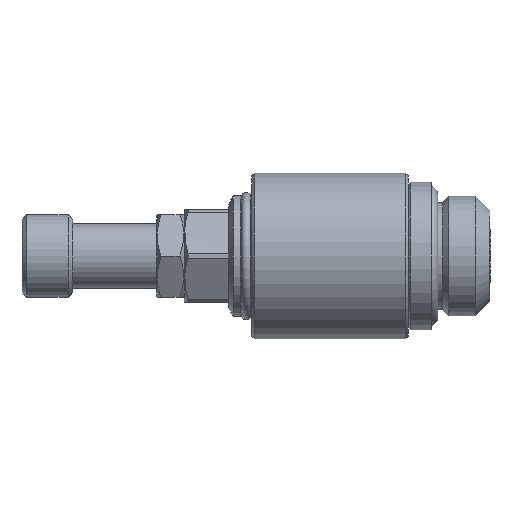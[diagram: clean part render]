
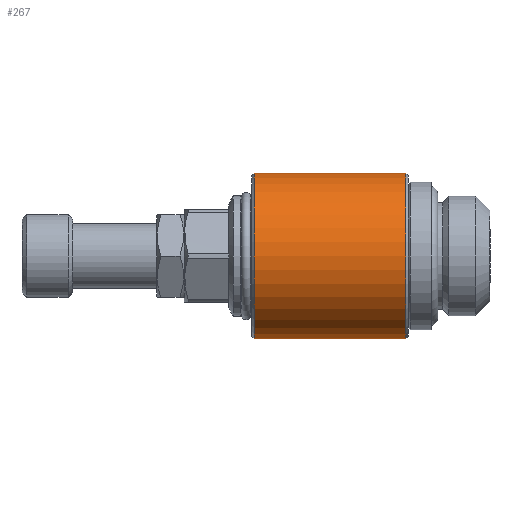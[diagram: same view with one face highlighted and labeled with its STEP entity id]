
A CAD part, left-side view. The second image highlights one B-rep face of the part: STEP entity #267.
In plain terms, the highlighted cylindrical face has radius 9 mm (diameter 18 mm), a full revolution.
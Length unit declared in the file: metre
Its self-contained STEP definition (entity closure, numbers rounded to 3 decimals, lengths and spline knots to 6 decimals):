
#267 = ADVANCED_FACE( 'NONE', ( #684, #685, #686 ), #687, .T. );
#684 = FACE_OUTER_BOUND( '', #1335, .T. );
#685 = FACE_OUTER_BOUND( '', #1336, .T. );
#686 = FACE_BOUND( '', #1337, .T. );
#687 = CYLINDRICAL_SURFACE( '', #1338, 0.009 );
#1335 = EDGE_LOOP( '', ( #3556 ) );
#1336 = EDGE_LOOP( '', ( #3557 ) );
#1337 = EDGE_LOOP( '', ( #3558, #3559 ) );
#1338 = AXIS2_PLACEMENT_3D( '', #3560, #3561, #3562 );
#3556 = ORIENTED_EDGE( '', *, *, #4951, .T. );
#3557 = ORIENTED_EDGE( '', *, *, #4952, .F. );
#3558 = ORIENTED_EDGE( '', *, *, #4953, .T. );
#3559 = ORIENTED_EDGE( '', *, *, #4954, .T. );
#3560 = CARTESIAN_POINT( '', ( 0., 0.007819, 0. ) );
#3561 = DIRECTION( '', ( 0., -1., 0. ) );
#3562 = DIRECTION( '', ( 0., 0., -1. ) );
#4951 = EDGE_CURVE( 'NONE', #5564, #5564, #5565, .T. );
#4952 = EDGE_CURVE( 'NONE', #5566, #5566, #5567, .T. );
#4953 = EDGE_CURVE( 'NONE', #5568, #5569, #5570, .T. );
#4954 = EDGE_CURVE( 'NONE', #5569, #5568, #5571, .T. );
#5564 = VERTEX_POINT( '', #6485 );
#5565 = CIRCLE( '', #6486, 0.009 );
#5566 = VERTEX_POINT( '', #6487 );
#5567 = CIRCLE( '', #6488, 0.009 );
#5568 = VERTEX_POINT( 'NONE', #6489 );
#5569 = VERTEX_POINT( 'NONE', #6490 );
#5570 = B_SPLINE_CURVE_WITH_KNOTS( '', 3, ( #6491, #6492, #6493, #6494, #6495, #6496, #6497, #6498, #6499, #6500, #6501, #6502, #6503, #6504, #6505, #6506, #6507, #6508, #6509, #6510, #6511, #6512, #6513 ), .UNSPECIFIED., .F., .F., ( 4, 1, 1, 1, 1, 1, 1, 1, 1, 1, 1, 1, 1, 1, 1, 1, 1, 1, 1, 1, 4 ), ( 0., 0.01563, 0.03126, 0.062508, 0.124933, 0.187358, 0.249881, 0.312403, 0.374925, 0.437447, 0.499967, 0.562489, 0.625011, 0.687532, 0.750055, 0.812576, 0.875028, 0.937483, 0.968739, 0.984368, 1. ), .UNSPECIFIED. );
#5571 = B_SPLINE_CURVE_WITH_KNOTS( '', 3, ( #6514, #6515, #6516, #6517, #6518, #6519, #6520, #6521, #6522, #6523, #6524, #6525, #6526, #6527, #6528, #6529, #6530, #6531, #6532, #6533, #6534, #6535, #6536 ), .UNSPECIFIED., .F., .F., ( 4, 1, 1, 1, 1, 1, 1, 1, 1, 1, 1, 1, 1, 1, 1, 1, 1, 1, 1, 1, 4 ), ( 0., 0.01563, 0.03126, 0.062508, 0.124933, 0.187358, 0.249879, 0.312402, 0.374924, 0.437445, 0.499967, 0.562488, 0.62501, 0.687531, 0.750053, 0.812576, 0.875028, 0.937482, 0.968739, 0.984367, 1. ), .UNSPECIFIED. );
#6485 = CARTESIAN_POINT( '', ( 0., 0.0259, -0.009 ) );
#6486 = AXIS2_PLACEMENT_3D( '', #9165, #9166, #9167 );
#6487 = CARTESIAN_POINT( '', ( 0., 0.0095, -0.009 ) );
#6488 = AXIS2_PLACEMENT_3D( '', #9168, #9169, #9170 );
#6489 = CARTESIAN_POINT( '', ( 0.007917, 0.015986, 0.004281 ) );
#6490 = CARTESIAN_POINT( '', ( 0.007919, 0.019424, -0.004277 ) );
#6491 = CARTESIAN_POINT( '', ( 0.007917, 0.015986, 0.004281 ) );
#6492 = CARTESIAN_POINT( '', ( 0.007902, 0.016057, 0.004307 ) );
#6493 = CARTESIAN_POINT( '', ( 0.007874, 0.0162, 0.00436 ) );
#6494 = CARTESIAN_POINT( '', ( 0.007824, 0.016492, 0.004448 ) );
#6495 = CARTESIAN_POINT( '', ( 0.007756, 0.017016, 0.004567 ) );
#6496 = CARTESIAN_POINT( '', ( 0.007719, 0.017792, 0.004627 ) );
#6497 = CARTESIAN_POINT( '', ( 0.007784, 0.018718, 0.004519 ) );
#6498 = CARTESIAN_POINT( '', ( 0.007942, 0.019594, 0.004239 ) );
#6499 = CARTESIAN_POINT( '', ( 0.008163, 0.02039, 0.003805 ) );
#6500 = CARTESIAN_POINT( '', ( 0.008409, 0.021084, 0.003232 ) );
#6501 = CARTESIAN_POINT( '', ( 0.008648, 0.021657, 0.002535 ) );
#6502 = CARTESIAN_POINT( '', ( 0.008846, 0.022088, 0.00173 ) );
#6503 = CARTESIAN_POINT( '', ( 0.008976, 0.022353, 0.000843 ) );
#6504 = CARTESIAN_POINT( '', ( 0.009016, 0.022431, -0.000089 ) );
#6505 = CARTESIAN_POINT( '', ( 0.008958, 0.022316, -0.001016 ) );
#6506 = CARTESIAN_POINT( '', ( 0.008813, 0.022018, -0.00189 ) );
#6507 = CARTESIAN_POINT( '', ( 0.008605, 0.021559, -0.002675 ) );
#6508 = CARTESIAN_POINT( '', ( 0.008362, 0.020962, -0.003349 ) );
#6509 = CARTESIAN_POINT( '', ( 0.008159, 0.020367, -0.003806 ) );
#6510 = CARTESIAN_POINT( '', ( 0.008031, 0.019909, -0.004064 ) );
#6511 = CARTESIAN_POINT( '', ( 0.007964, 0.019635, -0.004192 ) );
#6512 = CARTESIAN_POINT( '', ( 0.007934, 0.019494, -0.004249 ) );
#6513 = CARTESIAN_POINT( '', ( 0.007919, 0.019424, -0.004277 ) );
#6514 = CARTESIAN_POINT( '', ( 0.007919, 0.019424, -0.004277 ) );
#6515 = CARTESIAN_POINT( '', ( 0.007904, 0.019353, -0.004304 ) );
#6516 = CARTESIAN_POINT( '', ( 0.007875, 0.01921, -0.004357 ) );
#6517 = CARTESIAN_POINT( '', ( 0.007826, 0.018917, -0.004445 ) );
#6518 = CARTESIAN_POINT( '', ( 0.007757, 0.018393, -0.004565 ) );
#6519 = CARTESIAN_POINT( '', ( 0.007719, 0.017616, -0.004627 ) );
#6520 = CARTESIAN_POINT( '', ( 0.007783, 0.016689, -0.004521 ) );
#6521 = CARTESIAN_POINT( '', ( 0.007941, 0.015811, -0.004242 ) );
#6522 = CARTESIAN_POINT( '', ( 0.008162, 0.015013, -0.003807 ) );
#6523 = CARTESIAN_POINT( '', ( 0.008408, 0.014318, -0.003234 ) );
#6524 = CARTESIAN_POINT( '', ( 0.008647, 0.013744, -0.002536 ) );
#6525 = CARTESIAN_POINT( '', ( 0.008846, 0.013312, -0.00173 ) );
#6526 = CARTESIAN_POINT( '', ( 0.008976, 0.013047, -0.000842 ) );
#6527 = CARTESIAN_POINT( '', ( 0.009016, 0.012969, 0.000092 ) );
#6528 = CARTESIAN_POINT( '', ( 0.008958, 0.013084, 0.00102 ) );
#6529 = CARTESIAN_POINT( '', ( 0.008812, 0.013384, 0.001895 ) );
#6530 = CARTESIAN_POINT( '', ( 0.008603, 0.013845, 0.002681 ) );
#6531 = CARTESIAN_POINT( '', ( 0.00836, 0.014444, 0.003355 ) );
#6532 = CARTESIAN_POINT( '', ( 0.008157, 0.015041, 0.003811 ) );
#6533 = CARTESIAN_POINT( '', ( 0.008028, 0.0155, 0.004069 ) );
#6534 = CARTESIAN_POINT( '', ( 0.007962, 0.015775, 0.004196 ) );
#6535 = CARTESIAN_POINT( '', ( 0.007932, 0.015916, 0.004253 ) );
#6536 = CARTESIAN_POINT( '', ( 0.007917, 0.015986, 0.004281 ) );
#9165 = CARTESIAN_POINT( '', ( 0., 0.0259, 0. ) );
#9166 = DIRECTION( '', ( 0., -1., 0. ) );
#9167 = DIRECTION( '', ( 0., 0., -1. ) );
#9168 = CARTESIAN_POINT( '', ( 0., 0.0095, 0. ) );
#9169 = DIRECTION( '', ( 0., -1., 0. ) );
#9170 = DIRECTION( '', ( 0., 0., -1. ) );
